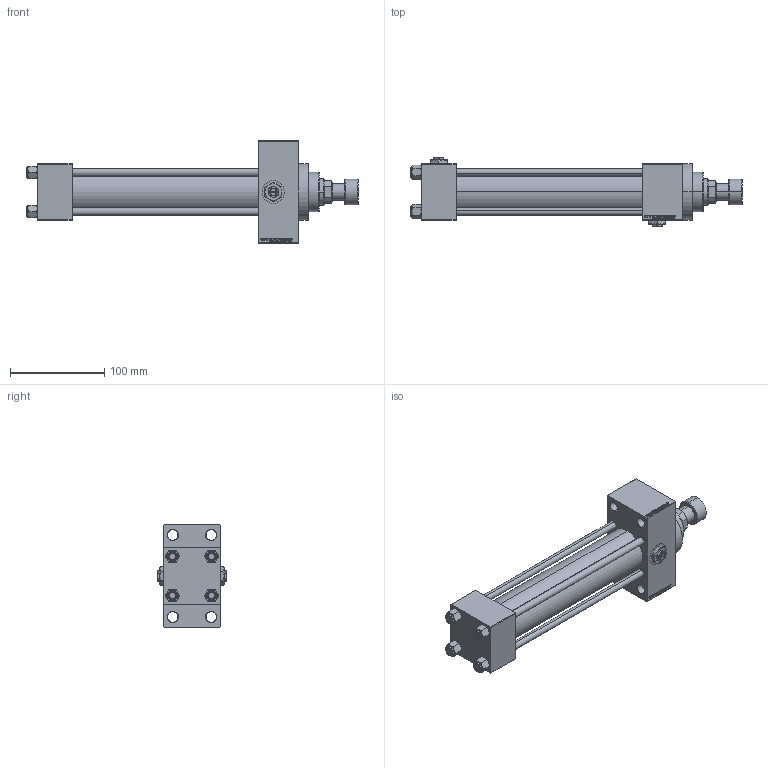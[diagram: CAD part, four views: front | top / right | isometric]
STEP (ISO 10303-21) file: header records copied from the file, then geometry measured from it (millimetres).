
FILE_DESCRIPTION (( 'STEP AP203' ), '1' );
FILE_NAME ('ae8c.STEP', '2022-04-16T12:10:16', ( '' ), ( '' ), 'SwSTEP 2.0', 'SolidWorks 2019', '' );
FILE_SCHEMA (( 'CONFIG_CONTROL_DESIGN' ));
Length unit declared in the file: millimetre
Products named in the file (8): NUT_M5_D ecd15979ab52a1d12f3e62de59554e1d; V215CR_D_Body ecd15979ab52a1d12f3e62de59554e1d; V215_VC_A ecd15979ab52a1d12f3e62de59554e1d; V215CR_VCP_D ecd15979ab52a1d12f3e62de59554e1d; ae8c; V215CR_ROD_END_F ecd15979ab52a1d12f3e62de59554e1d; V215CR_D_TYCINKA ecd15979ab52a1d12f3e62de59554e1d; Zatka_pro_OIL_PORT ecd15979ab52a1d12f3e62de59554e1d
Assembly tree (14 placements, depth 2):
  ae8c
    V215CR_D_Body ecd15979ab52a1d12f3e62de59554e1d
    V215CR_VCP_D ecd15979ab52a1d12f3e62de59554e1d
    NUT_M5_D ecd15979ab52a1d12f3e62de59554e1d  x4
    V215CR_D_TYCINKA ecd15979ab52a1d12f3e62de59554e1d  x4
    V215_VC_A ecd15979ab52a1d12f3e62de59554e1d
    V215CR_ROD_END_F ecd15979ab52a1d12f3e62de59554e1d
    Zatka_pro_OIL_PORT ecd15979ab52a1d12f3e62de59554e1d  x2
Bounding box: 353 x 74 x 109 mm (x, y, z)
Volume: 719494.8 mm3; surface area: 197078.1 mm2
Topology: 14 solids, 14 shells, 1213 faces, 2998 edges, 1929 vertices
Faces by surface type: plane 550, bspline 368, cone 186, cylinder 97, torus 12
Entity records: 49479 total; most frequent: CARTESIAN_POINT 25617, ORIENTED_EDGE 5296, DIRECTION 3510, EDGE_CURVE 2648, VERTEX_POINT 1727, VECTOR 1552, LINE 1552, EDGE_LOOP 1185
